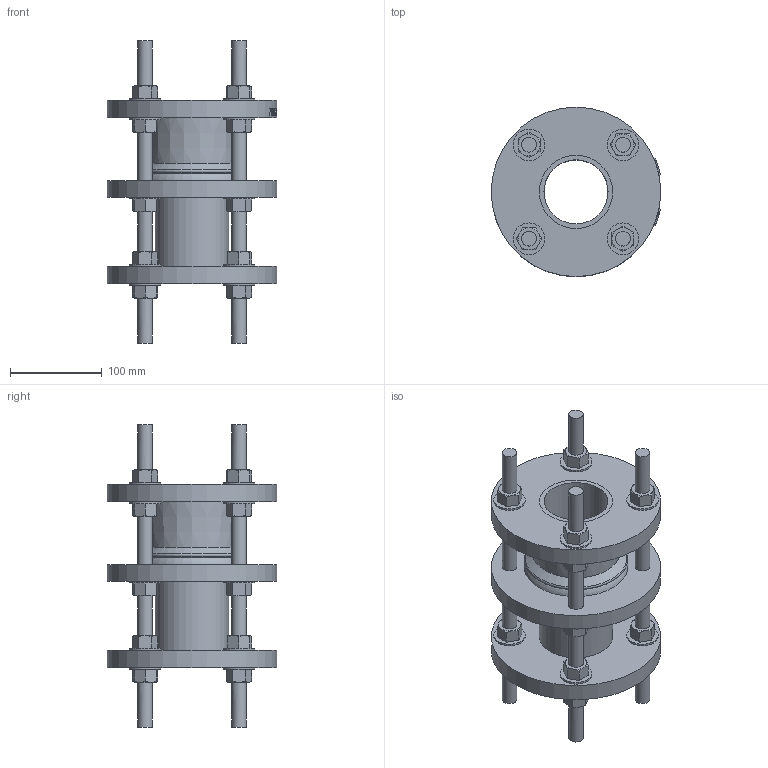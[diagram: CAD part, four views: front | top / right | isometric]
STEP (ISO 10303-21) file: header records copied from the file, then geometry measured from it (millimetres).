
FILE_DESCRIPTION (( 'STEP AP203' ), '1' );
FILE_NAME ('O_265_50_DN0065_1X_AA1.step', '2017-10-25T08:25:58', ( 'Windows User' ), ( 'AVK' ), 'SwSTEP 2.0', 'SolidWorks 2012', '' );
FILE_SCHEMA (( 'CONFIG_CONTROL_DESIGN' ));
Length unit declared in the file: inch
Products named in the file (1): O_265_50_DN0065_1X_AA1
Bounding box: 185 x 185 x 330 mm (x, y, z)
Volume: 1987488.6 mm3; surface area: 310467.1 mm2
Topology: 1 solids, 1 shells, 425 faces, 985 edges, 623 vertices
Faces by surface type: plane 245, cone 124, cylinder 49, bspline 4, torus 3
Full cylindrical faces by diameter (mm): 16 x16, 34.5 x20, 70 x1, 80 x1, 185 x3
Entity records: 12697 total; most frequent: CARTESIAN_POINT 3658, ORIENTED_EDGE 1826, DIRECTION 1724, EDGE_CURVE 913, AXIS2_PLACEMENT_3D 697, VERTEX_POINT 599, EDGE_LOOP 552, FACE_OUTER_BOUND 469
